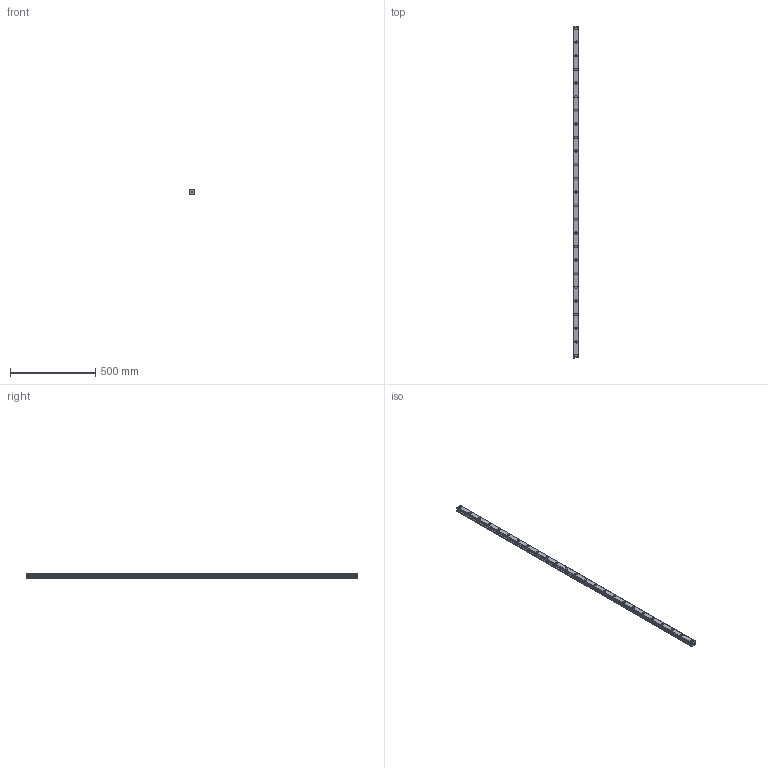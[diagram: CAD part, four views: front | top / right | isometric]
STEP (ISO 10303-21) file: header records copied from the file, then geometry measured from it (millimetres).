
FILE_DESCRIPTION(('STEP AP214'),'1');
FILE_NAME('cctmp_8B8684CB-ACD4-47D6-8BE2-5447AB254037_2021_02_12_14_06_13_0681..stp','2021-02-12T13:06:13',('HIWIN GmbH'),('CADClick - www.CADClick.com'),'Spatial InterOp 3D',' ','unknown authorization');
FILE_SCHEMA(('AUTOMOTIVE_DESIGN'));
Length unit declared in the file: millimetre
Products named in the file (1): EGR35R1950C_FILE
Bounding box: 34 x 1950 x 27.5 mm (x, y, z)
Volume: 1533811.2 mm3; surface area: 274525.9 mm2
Topology: 1 solids, 1 shells, 332 faces, 753 edges, 502 vertices
Faces by surface type: cylinder 168, plane 164
Entity records: 12113 total; most frequent: DIRECTION 1755, CARTESIAN_POINT 1588, ORIENTED_EDGE 1506, EDGE_CURVE 753, AXIS2_PLACEMENT_3D 669, VERTEX_POINT 502, LINE 417, VECTOR 417
